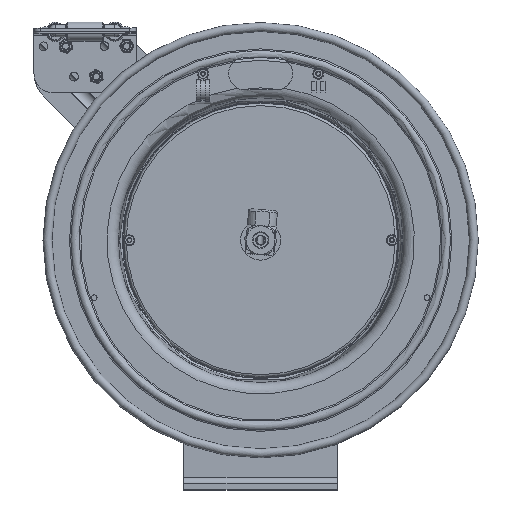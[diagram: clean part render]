
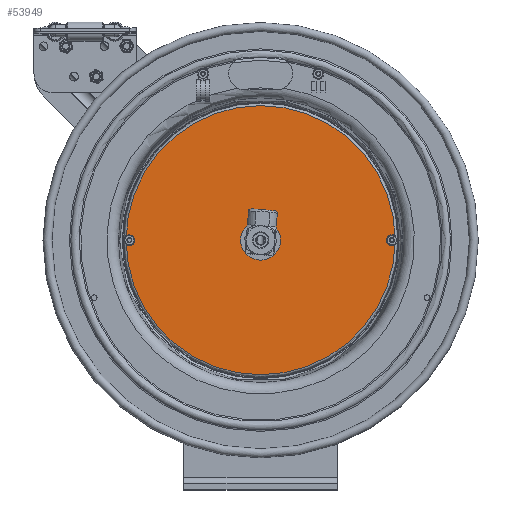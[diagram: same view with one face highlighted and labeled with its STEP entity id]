
A CAD part, top view. The second image highlights one B-rep face of the part: STEP entity #53949.
In plain terms, the highlighted planar face has unit normal (0, 0, 1).
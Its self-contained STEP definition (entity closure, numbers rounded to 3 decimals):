
#1182=FACE_BOUND('',#18301,.T.);
#1183=FACE_BOUND('',#18302,.T.);
#1184=FACE_BOUND('',#18303,.T.);
#1898=PLANE('',#57819);
#16205=FACE_OUTER_BOUND('',#18300,.T.);
#18300=EDGE_LOOP('',(#46788,#46789));
#18301=EDGE_LOOP('',(#46790));
#18302=EDGE_LOOP('',(#46791));
#18303=EDGE_LOOP('',(#46792));
#20606=CIRCLE('',#57814,5.255);
#20607=CIRCLE('',#57815,5.255);
#20611=CIRCLE('',#57820,0.1);
#20612=CIRCLE('',#57821,0.1);
#20613=CIRCLE('',#57822,0.65);
#26182=VERTEX_POINT('',#91988);
#26183=VERTEX_POINT('',#91989);
#26186=VERTEX_POINT('',#91998);
#26187=VERTEX_POINT('',#92000);
#26188=VERTEX_POINT('',#92002);
#35010=EDGE_CURVE('',#26182,#26183,#20606,.T.);
#35011=EDGE_CURVE('',#26183,#26182,#20607,.T.);
#35015=EDGE_CURVE('',#26186,#26186,#20611,.T.);
#35016=EDGE_CURVE('',#26187,#26187,#20612,.T.);
#35017=EDGE_CURVE('',#26188,#26188,#20613,.T.);
#46788=ORIENTED_EDGE('',*,*,#35010,.T.);
#46789=ORIENTED_EDGE('',*,*,#35011,.T.);
#46790=ORIENTED_EDGE('',*,*,#35015,.T.);
#46791=ORIENTED_EDGE('',*,*,#35016,.T.);
#46792=ORIENTED_EDGE('',*,*,#35017,.T.);
#53949=ADVANCED_FACE('',(#16205,#1182,#1183,#1184),#1898,.T.);
#57814=AXIS2_PLACEMENT_3D('',#91990,#67417,#67418);
#57815=AXIS2_PLACEMENT_3D('',#91991,#67419,#67420);
#57819=AXIS2_PLACEMENT_3D('',#91997,#67427,#67428);
#57820=AXIS2_PLACEMENT_3D('',#91999,#67429,#67430);
#57821=AXIS2_PLACEMENT_3D('',#92001,#67431,#67432);
#57822=AXIS2_PLACEMENT_3D('',#92003,#67433,#67434);
#67417=DIRECTION('center_axis',(0.,0.,
1.));
#67418=DIRECTION('ref_axis',(0.,1.,0.));
#67419=DIRECTION('center_axis',(0.,0.,
1.));
#67420=DIRECTION('ref_axis',(0.,1.,0.));
#67427=DIRECTION('center_axis',(0.,0.,
1.));
#67428=DIRECTION('ref_axis',(1.,0.,0.));
#67429=DIRECTION('center_axis',(0.,0.,
-1.));
#67430=DIRECTION('ref_axis',(0.,1.,0.));
#67431=DIRECTION('center_axis',(0.,0.,
-1.));
#67432=DIRECTION('ref_axis',(0.,1.,0.));
#67433=DIRECTION('center_axis',(0.,0.,
-1.));
#67434=DIRECTION('ref_axis',(0.,-1.,0.));
#91988=CARTESIAN_POINT('',(-0.031,5.711,2.804));
#91989=CARTESIAN_POINT('',(-5.286,0.456,2.804));
#91990=CARTESIAN_POINT('Origin',(-0.031,0.456,
2.804));
#91991=CARTESIAN_POINT('Origin',(-0.031,0.456,
2.804));
#91997=CARTESIAN_POINT('Origin',(-0.031,3.084,2.804));
#91998=CARTESIAN_POINT('',(5.094,0.556,2.804));
#91999=CARTESIAN_POINT('Origin',(5.094,0.456,2.804));
#92000=CARTESIAN_POINT('',(-5.156,0.556,2.804));
#92001=CARTESIAN_POINT('Origin',(-5.156,0.456,2.804));
#92002=CARTESIAN_POINT('',(-0.031,1.106,2.804));
#92003=CARTESIAN_POINT('Origin',(-0.031,0.456,
2.804));
